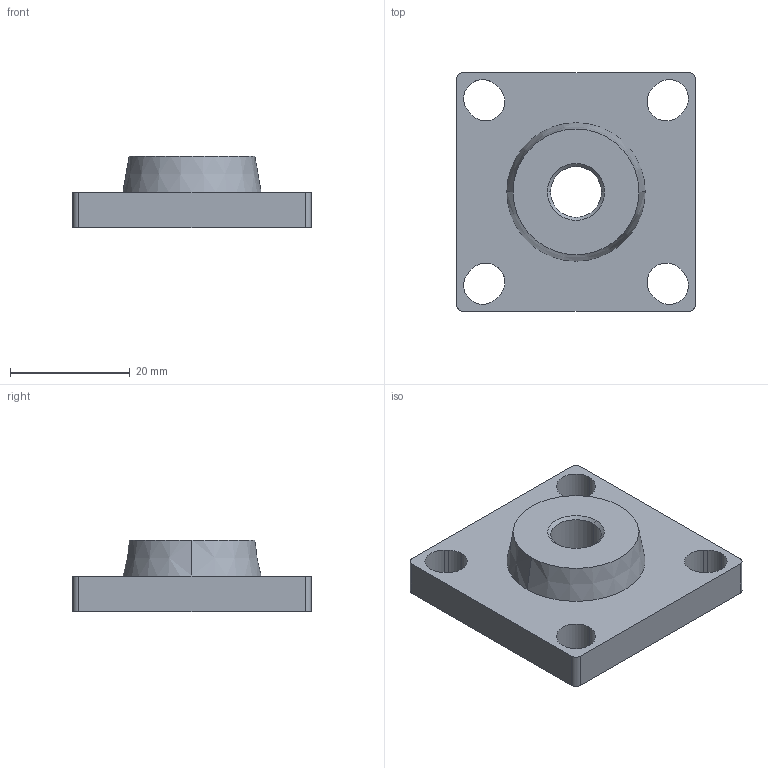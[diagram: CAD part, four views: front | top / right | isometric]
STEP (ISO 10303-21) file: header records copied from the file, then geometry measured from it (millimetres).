
FILE_DESCRIPTION (( 'STEP AP214' ), '1' );
FILE_NAME ('T28 Àäàïòåð 40õ40_D (Àëþì) äëÿ îïîðû Ì10.STEP', '2019-04-26T13:10:08', ( 'Windows User' ), ( '' ), 'SwSTEP 2.0', 'SolidWorks 2018', '' );
FILE_SCHEMA (( 'AUTOMOTIVE_DESIGN' ));
Length unit declared in the file: millimetre
Products named in the file (1): T28 Àäàïòåð 40õ40_D (Àëþì) äëÿ îïîðû Ì10
Bounding box: 39.8 x 39.8 x 12 mm (x, y, z)
Volume: 10169.8 mm3; surface area: 4927.7 mm2
Topology: 1 solids, 1 shells, 69 faces, 164 edges, 108 vertices
Faces by surface type: cylinder 38, plane 25, cone 6
Entity records: 2106 total; most frequent: DIRECTION 388, CARTESIAN_POINT 342, ORIENTED_EDGE 328, EDGE_CURVE 164, AXIS2_PLACEMENT_3D 154, VERTEX_POINT 108, EDGE_LOOP 90, CIRCLE 84
